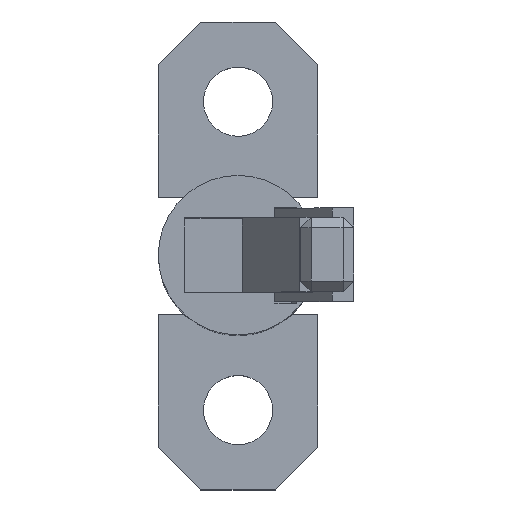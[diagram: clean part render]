
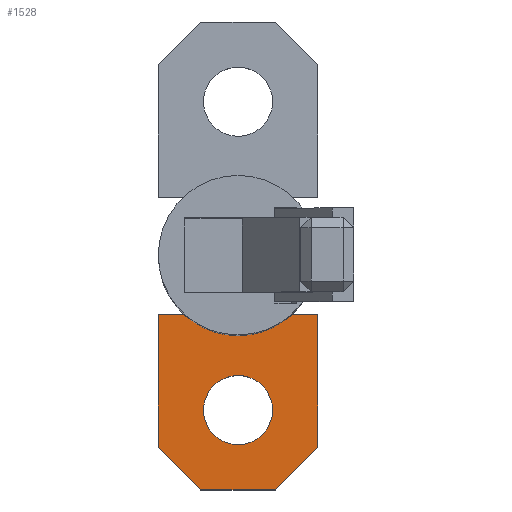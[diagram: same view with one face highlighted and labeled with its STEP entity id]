
A CAD part, top view. The second image highlights one B-rep face of the part: STEP entity #1528.
In plain terms, the highlighted face is planar.
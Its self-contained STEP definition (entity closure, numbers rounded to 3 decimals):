
#11 = VECTOR ( 'NONE', #1352, 1000. ) ;
#24 = VERTEX_POINT ( 'NONE', #2736 ) ;
#37 = AXIS2_PLACEMENT_3D ( 'NONE', #4605, #1190, #820 ) ;
#121 = CIRCLE ( 'NONE', #37, 3.25 ) ;
#216 = CARTESIAN_POINT ( 'NONE',  ( 7.5, 10., 5.5 ) ) ;
#222 = VECTOR ( 'NONE', #1696, 1000. ) ;
#270 = ORIENTED_EDGE ( 'NONE', *, *, #3979, .T. ) ;
#308 = LINE ( 'NONE', #2364, #2138 ) ;
#460 = VERTEX_POINT ( 'NONE', #3078 ) ;
#573 = DIRECTION ( 'NONE',  ( -1., 0., 0. ) ) ;
#601 = CIRCLE ( 'NONE', #728, 3.25 ) ;
#652 = LINE ( 'NONE', #1719, #11 ) ;
#728 = AXIS2_PLACEMENT_3D ( 'NONE', #3687, #4482, #1085 ) ;
#820 = DIRECTION ( 'NONE',  ( 0., 0., -1. ) ) ;
#881 = ORIENTED_EDGE ( 'NONE', *, *, #1735, .T. ) ;
#892 = LINE ( 'NONE', #2845, #1774 ) ;
#1008 = DIRECTION ( 'NONE',  ( 0., 0., 1. ) ) ;
#1085 = DIRECTION ( 'NONE',  ( 0., 0., -1. ) ) ;
#1114 = ORIENTED_EDGE ( 'NONE', *, *, #4061, .T. ) ;
#1155 = CARTESIAN_POINT ( 'NONE',  ( 7.5, 10., 18. ) ) ;
#1190 = DIRECTION ( 'NONE',  ( 0., -1., 0. ) ) ;
#1268 = AXIS2_PLACEMENT_3D ( 'NONE', #4006, #2879, #1008 ) ;
#1338 = EDGE_CURVE ( 'NONE', #3146, #1385, #652, .T. ) ;
#1352 = DIRECTION ( 'NONE',  ( 0., 0., -1. ) ) ;
#1385 = VERTEX_POINT ( 'NONE', #216 ) ;
#1475 = EDGE_CURVE ( 'NONE', #2028, #3644, #892, .T. ) ;
#1491 = ORIENTED_EDGE ( 'NONE', *, *, #2482, .T. ) ;
#1528 = ADVANCED_FACE ( 'NONE', ( #3813, #1970 ), #4302, .T. ) ;
#1658 = VECTOR ( 'NONE', #573, 1000. ) ;
#1696 = DIRECTION ( 'NONE',  ( 1., 0., 0. ) ) ;
#1719 = CARTESIAN_POINT ( 'NONE',  ( 7.5, 10., 5.5 ) ) ;
#1735 = EDGE_CURVE ( 'NONE', #4728, #460, #121, .T. ) ;
#1762 = ORIENTED_EDGE ( 'NONE', *, *, #1974, .T. ) ;
#1774 = VECTOR ( 'NONE', #4709, 1000. ) ;
#1970 = FACE_BOUND ( 'NONE', #3421, .T. ) ;
#1974 = EDGE_CURVE ( 'NONE', #3644, #4134, #4727, .T. ) ;
#2021 = CARTESIAN_POINT ( 'NONE',  ( 3.5, 10., 22. ) ) ;
#2028 = VERTEX_POINT ( 'NONE', #3593 ) ;
#2090 = CARTESIAN_POINT ( 'NONE',  ( -7.5, 10., 22. ) ) ;
#2138 = VECTOR ( 'NONE', #4563, 1000. ) ;
#2324 = CARTESIAN_POINT ( 'NONE',  ( 3.5, 10., 22. ) ) ;
#2359 = ORIENTED_EDGE ( 'NONE', *, *, #1475, .T. ) ;
#2364 = CARTESIAN_POINT ( 'NONE',  ( -7.5, 10., 5.5 ) ) ;
#2384 = DIRECTION ( 'NONE',  ( 0.707, 0., -0.707 ) ) ;
#2482 = EDGE_CURVE ( 'NONE', #4134, #3146, #3913, .T. ) ;
#2736 = CARTESIAN_POINT ( 'NONE',  ( -7.5, 10., 5.5 ) ) ;
#2845 = CARTESIAN_POINT ( 'NONE',  ( -7.5, 10., 18. ) ) ;
#2867 = ORIENTED_EDGE ( 'NONE', *, *, #1338, .T. ) ;
#2879 = DIRECTION ( 'NONE',  ( 0., 1., 0. ) ) ;
#3002 = CARTESIAN_POINT ( 'NONE',  ( 0., 10., 17.75 ) ) ;
#3051 = EDGE_LOOP ( 'NONE', ( #2867, #1114, #270, #2359, #1762, #1491 ) ) ;
#3078 = CARTESIAN_POINT ( 'NONE',  ( 0., 10., 11.25 ) ) ;
#3146 = VERTEX_POINT ( 'NONE', #1155 ) ;
#3186 = ORIENTED_EDGE ( 'NONE', *, *, #4834, .T. ) ;
#3372 = VECTOR ( 'NONE', #2384, 1000. ) ;
#3421 = EDGE_LOOP ( 'NONE', ( #3186, #881 ) ) ;
#3441 = CARTESIAN_POINT ( 'NONE',  ( -7.5, 10., 5.5 ) ) ;
#3593 = CARTESIAN_POINT ( 'NONE',  ( -7.5, 10., 18. ) ) ;
#3644 = VERTEX_POINT ( 'NONE', #3732 ) ;
#3687 = CARTESIAN_POINT ( 'NONE',  ( 0., 10., 14.5 ) ) ;
#3732 = CARTESIAN_POINT ( 'NONE',  ( -3.5, 10., 22. ) ) ;
#3813 = FACE_OUTER_BOUND ( 'NONE', #3051, .T. ) ;
#3913 = LINE ( 'NONE', #2324, #3372 ) ;
#3979 = EDGE_CURVE ( 'NONE', #24, #2028, #308, .T. ) ;
#4006 = CARTESIAN_POINT ( 'NONE',  ( -7.5, 10., 5.5 ) ) ;
#4061 = EDGE_CURVE ( 'NONE', #1385, #24, #4634, .T. ) ;
#4134 = VERTEX_POINT ( 'NONE', #2021 ) ;
#4302 = PLANE ( 'NONE',  #1268 ) ;
#4482 = DIRECTION ( 'NONE',  ( 0., -1., 0. ) ) ;
#4563 = DIRECTION ( 'NONE',  ( 0., 0., 1. ) ) ;
#4605 = CARTESIAN_POINT ( 'NONE',  ( 0., 10., 14.5 ) ) ;
#4634 = LINE ( 'NONE', #3441, #1658 ) ;
#4709 = DIRECTION ( 'NONE',  ( 0.707, 0., 0.707 ) ) ;
#4727 = LINE ( 'NONE', #2090, #222 ) ;
#4728 = VERTEX_POINT ( 'NONE', #3002 ) ;
#4834 = EDGE_CURVE ( 'NONE', #460, #4728, #601, .T. ) ;
